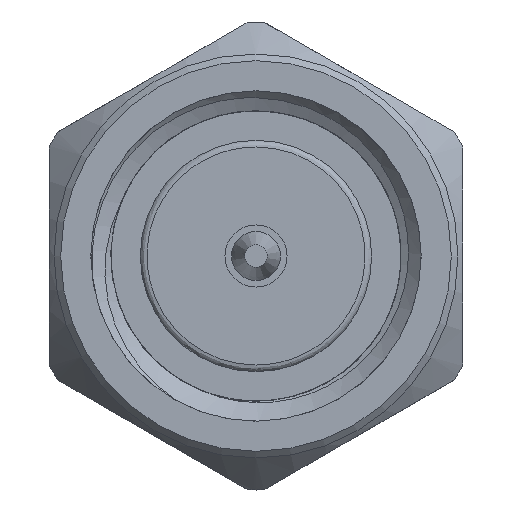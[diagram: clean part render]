
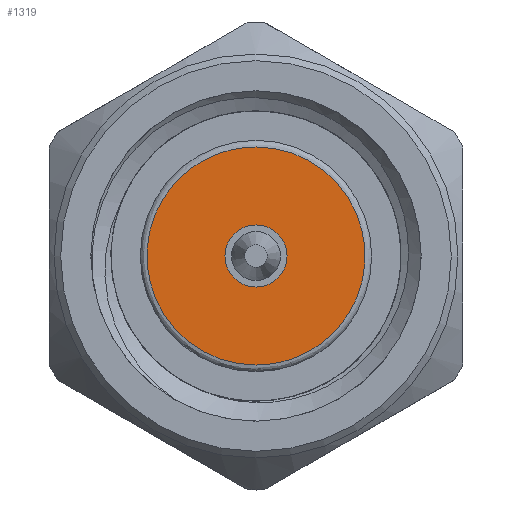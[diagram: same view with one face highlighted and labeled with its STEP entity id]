
A CAD part, left-side view. The second image highlights one B-rep face of the part: STEP entity #1319.
In plain terms, the highlighted planar face has unit normal (-1, 0, 0).
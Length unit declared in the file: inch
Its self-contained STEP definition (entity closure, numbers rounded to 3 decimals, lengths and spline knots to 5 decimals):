
#16 = CARTESIAN_POINT ( 'NONE',  ( 0.1, 0., 0. ) ) ;
#193 = EDGE_LOOP ( 'NONE', ( #2066 ) ) ;
#649 = CARTESIAN_POINT ( 'NONE',  ( 0.1, -0.165, 0.0825 ) ) ;
#1008 = EDGE_CURVE ( 'NONE', #1074, #3565, #2235, .T. ) ;
#1041 = AXIS2_PLACEMENT_3D ( 'NONE', #2970, #1471, #1517 ) ;
#1074 = VERTEX_POINT ( 'NONE', #2952 ) ;
#1244 = CARTESIAN_POINT ( 'NONE',  ( 0.1, 0., -0.0235 ) ) ;
#1284 = CARTESIAN_POINT ( 'NONE',  ( 0.1, 0.165, -0.0825 ) ) ;
#1319 = ADVANCED_FACE ( 'NONE', ( #2092, #1906 ), #4845, .F. ) ;
#1471 = DIRECTION ( 'NONE',  ( -1., 0., 0. ) ) ;
#1517 = DIRECTION ( 'NONE',  ( 0., 0., -1. ) ) ;
#1668 = EDGE_CURVE ( 'NONE', #4225, #4225, #3714, .T. ) ;
#1714 = CARTESIAN_POINT ( 'NONE',  ( 0.1, 0., -0.0825 ) ) ;
#1796 = ORIENTED_EDGE ( 'NONE', *, *, #3197, .F. ) ;
#1906 = FACE_OUTER_BOUND ( 'NONE', #3185, .T. ) ;
#2066 = ORIENTED_EDGE ( 'NONE', *, *, #1668, .F. ) ;
#2092 = FACE_BOUND ( 'NONE', #193, .T. ) ;
#2235 =( BOUNDED_CURVE ( )  B_SPLINE_CURVE ( 3, ( #3992, #649, #3279, #3262 ),
 .UNSPECIFIED., .F., .F. ) 
 B_SPLINE_CURVE_WITH_KNOTS ( ( 4, 4 ),
 ( 0., 1. ),
 .UNSPECIFIED. ) 
 CURVE ( )  GEOMETRIC_REPRESENTATION_ITEM ( )  RATIONAL_B_SPLINE_CURVE ( ( 1., 0.333, 0.333, 1. ) ) 
 REPRESENTATION_ITEM ( '' )  );
#2811 = CARTESIAN_POINT ( 'NONE',  ( 0.1, 0.165, 0.0825 ) ) ;
#2952 = CARTESIAN_POINT ( 'NONE',  ( 0.1, 0., 0.0825 ) ) ;
#2970 = CARTESIAN_POINT ( 'NONE',  ( 0.1, 0., 0. ) ) ;
#2992 = DIRECTION ( 'NONE',  ( 1., 0., 0. ) ) ;
#3165 = CARTESIAN_POINT ( 'NONE',  ( 0.1, 0., -0.0825 ) ) ;
#3185 = EDGE_LOOP ( 'NONE', ( #1796, #4174 ) ) ;
#3197 = EDGE_CURVE ( 'NONE', #3565, #1074, #3908, .T. ) ;
#3262 = CARTESIAN_POINT ( 'NONE',  ( 0.1, 0., -0.0825 ) ) ;
#3279 = CARTESIAN_POINT ( 'NONE',  ( 0.1, -0.165, -0.0825 ) ) ;
#3551 = AXIS2_PLACEMENT_3D ( 'NONE', #16, #2992, #4150 ) ;
#3565 = VERTEX_POINT ( 'NONE', #3165 ) ;
#3714 = CIRCLE ( 'NONE', #1041, 0.0235 ) ;
#3908 =( BOUNDED_CURVE ( )  B_SPLINE_CURVE ( 3, ( #1714, #1284, #2811, #4617 ),
 .UNSPECIFIED., .F., .F. ) 
 B_SPLINE_CURVE_WITH_KNOTS ( ( 4, 4 ),
 ( 0., 1. ),
 .UNSPECIFIED. ) 
 CURVE ( )  GEOMETRIC_REPRESENTATION_ITEM ( )  RATIONAL_B_SPLINE_CURVE ( ( 1., 0.333, 0.333, 1. ) ) 
 REPRESENTATION_ITEM ( '' )  );
#3992 = CARTESIAN_POINT ( 'NONE',  ( 0.1, 0., 0.0825 ) ) ;
#4150 = DIRECTION ( 'NONE',  ( 0., 0., -1. ) ) ;
#4174 = ORIENTED_EDGE ( 'NONE', *, *, #1008, .F. ) ;
#4225 = VERTEX_POINT ( 'NONE', #1244 ) ;
#4617 = CARTESIAN_POINT ( 'NONE',  ( 0.1, 0., 0.0825 ) ) ;
#4845 = PLANE ( 'NONE',  #3551 ) ;
